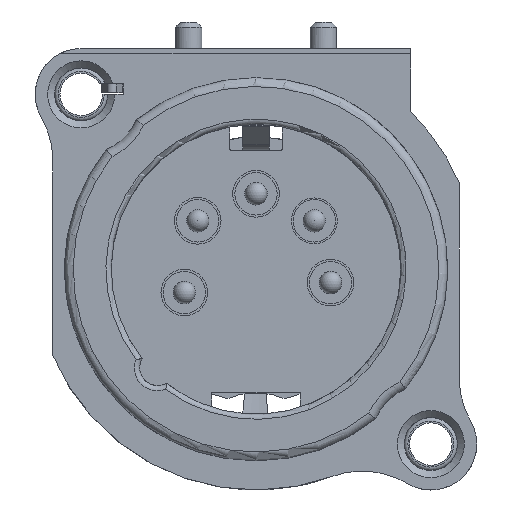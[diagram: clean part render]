
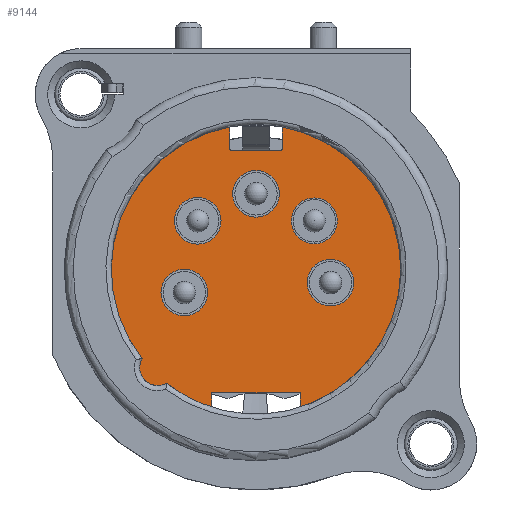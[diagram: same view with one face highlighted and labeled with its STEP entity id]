
A CAD part, front view. The second image highlights one B-rep face of the part: STEP entity #9144.
In plain terms, the highlighted planar face has unit normal (0, -1, 0).
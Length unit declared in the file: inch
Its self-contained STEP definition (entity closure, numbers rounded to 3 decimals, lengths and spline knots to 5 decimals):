
#824=LINE('',#17472,#1615);
#835=LINE('',#17493,#1626);
#836=LINE('',#17497,#1627);
#837=LINE('',#17510,#1628);
#838=LINE('',#17512,#1629);
#839=LINE('',#17514,#1630);
#1615=VECTOR('',#12293,0.04565);
#1626=VECTOR('',#12312,0.04565);
#1627=VECTOR('',#12315,0.10237);
#1628=VECTOR('',#12328,0.03187);
#1629=VECTOR('',#12329,0.19685);
#1630=VECTOR('',#12330,0.03187);
#1998=PLANE('',#9996);
#2129=FACE_BOUND('',#2948,.T.);
#2130=FACE_BOUND('',#2949,.T.);
#2131=FACE_BOUND('',#2950,.T.);
#2132=FACE_BOUND('',#2951,.T.);
#2133=FACE_BOUND('',#2952,.T.);
#2462=FACE_OUTER_BOUND('',#2947,.T.);
#2947=EDGE_LOOP('',(#7890,#7891,#7892,#7893,#7894,#7895,#7896,#7897,#7898,
#7899,#7900,#7901,#7902,#7903,#7904));
#2948=EDGE_LOOP('',(#7905));
#2949=EDGE_LOOP('',(#7906));
#2950=EDGE_LOOP('',(#7907));
#2951=EDGE_LOOP('',(#7908));
#2952=EDGE_LOOP('',(#7909));
#3493=CIRCLE('',#9997,0.00787);
#3494=CIRCLE('',#9998,0.00787);
#3495=CIRCLE('',#9999,0.32283);
#3496=CIRCLE('',#10000,0.32283);
#3497=CIRCLE('',#10001,0.03937);
#3498=CIRCLE('',#10002,0.03937);
#3499=CIRCLE('',#10003,0.32283);
#3500=CIRCLE('',#10004,0.32283);
#3501=CIRCLE('',#10005,0.32283);
#3502=CIRCLE('',#10006,0.05197);
#3503=CIRCLE('',#10007,0.05118);
#3504=CIRCLE('',#10008,0.05197);
#3505=CIRCLE('',#10009,0.05197);
#3506=CIRCLE('',#10010,0.05197);
#4470=VERTEX_POINT('',#17469);
#4471=VERTEX_POINT('',#17471);
#4476=VERTEX_POINT('',#17491);
#4477=VERTEX_POINT('',#17492);
#4478=VERTEX_POINT('',#17494);
#4479=VERTEX_POINT('',#17496);
#4480=VERTEX_POINT('',#17499);
#4481=VERTEX_POINT('',#17501);
#4482=VERTEX_POINT('',#17503);
#4483=VERTEX_POINT('',#17505);
#4484=VERTEX_POINT('',#17507);
#4485=VERTEX_POINT('',#17509);
#4486=VERTEX_POINT('',#17511);
#4487=VERTEX_POINT('',#17513);
#4488=VERTEX_POINT('',#17515);
#4489=VERTEX_POINT('',#17518);
#4490=VERTEX_POINT('',#17520);
#4491=VERTEX_POINT('',#17522);
#4492=VERTEX_POINT('',#17524);
#4493=VERTEX_POINT('',#17526);
#5768=EDGE_CURVE('',#4471,#4470,#824,.T.);
#5779=EDGE_CURVE('',#4476,#4477,#835,.T.);
#5780=EDGE_CURVE('',#4478,#4477,#3493,.T.);
#5781=EDGE_CURVE('',#4478,#4479,#836,.T.);
#5782=EDGE_CURVE('',#4471,#4479,#3494,.T.);
#5783=EDGE_CURVE('',#4480,#4470,#3495,.T.);
#5784=EDGE_CURVE('',#4481,#4480,#3496,.T.);
#5785=EDGE_CURVE('',#4482,#4481,#3497,.T.);
#5786=EDGE_CURVE('',#4483,#4482,#3498,.T.);
#5787=EDGE_CURVE('',#4484,#4483,#3499,.T.);
#5788=EDGE_CURVE('',#4484,#4485,#837,.T.);
#5789=EDGE_CURVE('',#4485,#4486,#838,.T.);
#5790=EDGE_CURVE('',#4486,#4487,#839,.T.);
#5791=EDGE_CURVE('',#4488,#4487,#3500,.T.);
#5792=EDGE_CURVE('',#4476,#4488,#3501,.T.);
#5793=EDGE_CURVE('',#4489,#4489,#3502,.T.);
#5794=EDGE_CURVE('',#4490,#4490,#3503,.T.);
#5795=EDGE_CURVE('',#4491,#4491,#3504,.T.);
#5796=EDGE_CURVE('',#4492,#4492,#3505,.T.);
#5797=EDGE_CURVE('',#4493,#4493,#3506,.T.);
#7890=ORIENTED_EDGE('',*,*,#5779,.T.);
#7891=ORIENTED_EDGE('',*,*,#5780,.F.);
#7892=ORIENTED_EDGE('',*,*,#5781,.T.);
#7893=ORIENTED_EDGE('',*,*,#5782,.F.);
#7894=ORIENTED_EDGE('',*,*,#5768,.T.);
#7895=ORIENTED_EDGE('',*,*,#5783,.F.);
#7896=ORIENTED_EDGE('',*,*,#5784,.F.);
#7897=ORIENTED_EDGE('',*,*,#5785,.F.);
#7898=ORIENTED_EDGE('',*,*,#5786,.F.);
#7899=ORIENTED_EDGE('',*,*,#5787,.F.);
#7900=ORIENTED_EDGE('',*,*,#5788,.T.);
#7901=ORIENTED_EDGE('',*,*,#5789,.T.);
#7902=ORIENTED_EDGE('',*,*,#5790,.T.);
#7903=ORIENTED_EDGE('',*,*,#5791,.F.);
#7904=ORIENTED_EDGE('',*,*,#5792,.F.);
#7905=ORIENTED_EDGE('',*,*,#5793,.F.);
#7906=ORIENTED_EDGE('',*,*,#5794,.F.);
#7907=ORIENTED_EDGE('',*,*,#5795,.F.);
#7908=ORIENTED_EDGE('',*,*,#5796,.F.);
#7909=ORIENTED_EDGE('',*,*,#5797,.F.);
#9144=ADVANCED_FACE('',(#2462,#2129,#2130,#2131,#2132,#2133),#1998,.F.);
#9996=AXIS2_PLACEMENT_3D('',#17490,#12310,#12311);
#9997=AXIS2_PLACEMENT_3D('',#17495,#12313,#12314);
#9998=AXIS2_PLACEMENT_3D('',#17498,#12316,#12317);
#9999=AXIS2_PLACEMENT_3D('',#17500,#12318,#12319);
#10000=AXIS2_PLACEMENT_3D('',#17502,#12320,#12321);
#10001=AXIS2_PLACEMENT_3D('',#17504,#12322,#12323);
#10002=AXIS2_PLACEMENT_3D('',#17506,#12324,#12325);
#10003=AXIS2_PLACEMENT_3D('',#17508,#12326,#12327);
#10004=AXIS2_PLACEMENT_3D('',#17516,#12331,#12332);
#10005=AXIS2_PLACEMENT_3D('',#17517,#12333,#12334);
#10006=AXIS2_PLACEMENT_3D('',#17519,#12335,#12336);
#10007=AXIS2_PLACEMENT_3D('',#17521,#12337,#12338);
#10008=AXIS2_PLACEMENT_3D('',#17523,#12339,#12340);
#10009=AXIS2_PLACEMENT_3D('',#17525,#12341,#12342);
#10010=AXIS2_PLACEMENT_3D('',#17527,#12343,#12344);
#12293=DIRECTION('',(0.,0.,1.));
#12310=DIRECTION('center_axis',(0.,1.,0.));
#12311=DIRECTION('ref_axis',(0.,0.,1.));
#12312=DIRECTION('',(0.,0.,-1.));
#12313=DIRECTION('center_axis',(0.,-1.,0.));
#12314=DIRECTION('ref_axis',(0.,0.,-1.));
#12315=DIRECTION('',(-1.,0.,0.));
#12316=DIRECTION('center_axis',(0.,-1.,0.));
#12317=DIRECTION('ref_axis',(-1.,0.,0.));
#12318=DIRECTION('center_axis',(0.,1.,0.));
#12319=DIRECTION('ref_axis',(-1.,0.,0.));
#12320=DIRECTION('center_axis',(0.,1.,0.));
#12321=DIRECTION('ref_axis',(-0.786,0.,-0.618));
#12322=DIRECTION('center_axis',(0.,1.,0.));
#12323=DIRECTION('ref_axis',(-1.,0.,0.));
#12324=DIRECTION('center_axis',(0.,1.,0.));
#12325=DIRECTION('ref_axis',(0.515,0.,-0.857));
#12326=DIRECTION('center_axis',(0.,1.,0.));
#12327=DIRECTION('ref_axis',(-0.305,0.,-0.952));
#12328=DIRECTION('',(0.,0.,1.));
#12329=DIRECTION('',(1.,0.,0.));
#12330=DIRECTION('',(0.,0.,-1.));
#12331=DIRECTION('center_axis',(0.,1.,0.));
#12332=DIRECTION('ref_axis',(1.,0.,0.));
#12333=DIRECTION('center_axis',(0.,1.,0.));
#12334=DIRECTION('ref_axis',(0.183,0.,0.983));
#12335=DIRECTION('center_axis',(0.,-1.,0.));
#12336=DIRECTION('ref_axis',(-1.,0.,0.));
#12337=DIRECTION('center_axis',(0.,-1.,0.));
#12338=DIRECTION('ref_axis',(-1.,0.,0.));
#12339=DIRECTION('center_axis',(0.,-1.,0.));
#12340=DIRECTION('ref_axis',(-1.,0.,0.));
#12341=DIRECTION('center_axis',(0.,-1.,0.));
#12342=DIRECTION('ref_axis',(-1.,0.,0.));
#12343=DIRECTION('center_axis',(0.,-1.,0.));
#12344=DIRECTION('ref_axis',(-1.,0.,0.));
#17469=CARTESIAN_POINT('',(-0.03968,0.3897,0.29569));
#17471=CARTESIAN_POINT('',(-0.03968,0.3897,0.25004));
#17472=CARTESIAN_POINT('',(-0.03968,0.3897,0.25004));
#17490=CARTESIAN_POINT('Origin',(0.01938,0.3897,-0.01674));
#17491=CARTESIAN_POINT('',(0.07843,0.3897,0.29569));
#17492=CARTESIAN_POINT('',(0.07843,0.3897,0.25004));
#17493=CARTESIAN_POINT('',(0.07843,0.3897,0.29569));
#17494=CARTESIAN_POINT('',(0.07056,0.3897,0.24217));
#17495=CARTESIAN_POINT('Origin',(0.07056,0.3897,0.25004));
#17496=CARTESIAN_POINT('',(-0.0318,0.3897,0.24217));
#17497=CARTESIAN_POINT('',(0.07056,0.3897,0.24217));
#17498=CARTESIAN_POINT('Origin',(-0.0318,0.3897,
0.25004));
#17499=CARTESIAN_POINT('',(-0.30346,0.3897,-0.0217));
#17500=CARTESIAN_POINT('Origin',(0.01938,0.3897,-0.0217));
#17501=CARTESIAN_POINT('',(-0.2343,0.3897,-0.22137));
#17502=CARTESIAN_POINT('Origin',(0.01938,0.3897,-0.0217));
#17503=CARTESIAN_POINT('',(-0.23992,0.3897,-0.24163));
#17504=CARTESIAN_POINT('Origin',(-0.20055,0.3897,-0.24163));
#17505=CARTESIAN_POINT('',(-0.18029,0.3897,-0.27538));
#17506=CARTESIAN_POINT('Origin',(-0.20055,0.3897,-0.24163));
#17507=CARTESIAN_POINT('',(-0.07905,0.3897,-0.32916));
#17508=CARTESIAN_POINT('Origin',(0.01938,0.3897,-0.0217));
#17509=CARTESIAN_POINT('',(-0.07905,0.3897,-0.29729));
#17510=CARTESIAN_POINT('',(-0.07905,0.3897,-0.32916));
#17511=CARTESIAN_POINT('',(0.1178,0.3897,-0.29729));
#17512=CARTESIAN_POINT('',(-0.07905,0.3897,-0.29729));
#17513=CARTESIAN_POINT('',(0.1178,0.3897,-0.32917));
#17514=CARTESIAN_POINT('',(0.1178,0.3897,-0.29729));
#17515=CARTESIAN_POINT('',(0.34221,0.3897,-0.0217));
#17516=CARTESIAN_POINT('Origin',(0.01938,0.3897,-0.0217));
#17517=CARTESIAN_POINT('Origin',(0.01938,0.3897,-0.0217));
#17518=CARTESIAN_POINT('',(-0.19243,0.3897,-0.07367));
#17519=CARTESIAN_POINT('Origin',(-0.14046,0.3897,-0.07367));
#17520=CARTESIAN_POINT('',(0.09812,0.3897,0.08617));
#17521=CARTESIAN_POINT('Origin',(0.1493,0.3897,0.08617));
#17522=CARTESIAN_POINT('',(-0.16251,0.3897,0.08617));
#17523=CARTESIAN_POINT('Origin',(-0.11054,0.3897,0.08617));
#17524=CARTESIAN_POINT('',(-0.03259,0.3897,0.14641));
#17525=CARTESIAN_POINT('Origin',(0.01938,0.3897,0.14641));
#17526=CARTESIAN_POINT('',(0.13355,0.3897,-0.05162));
#17527=CARTESIAN_POINT('Origin',(0.18552,0.3897,-0.05162));
